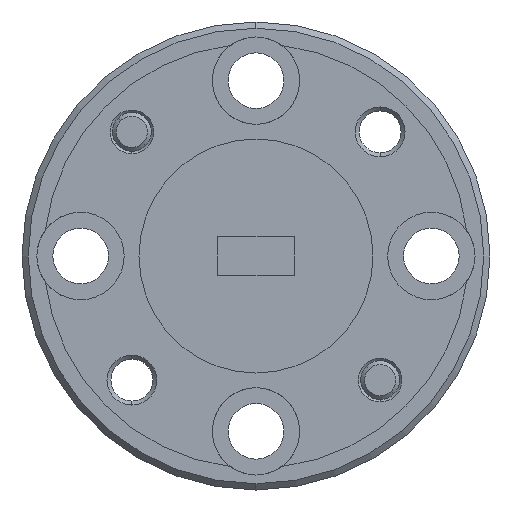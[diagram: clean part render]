
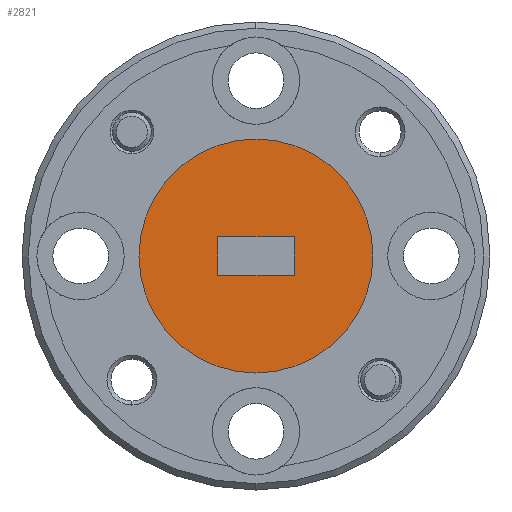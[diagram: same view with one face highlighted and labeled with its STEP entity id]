
A CAD part, left-side view. The second image highlights one B-rep face of the part: STEP entity #2821.
In plain terms, the highlighted planar face has unit normal (-1, 0, 0).
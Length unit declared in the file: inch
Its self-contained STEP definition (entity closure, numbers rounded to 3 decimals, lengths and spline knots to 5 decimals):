
#24 = CARTESIAN_POINT ( 'NONE',  ( -1.12097, 0.48815, 0.34184 ) ) ;
#39 = LINE ( 'NONE', #62, #1603 ) ;
#62 = CARTESIAN_POINT ( 'NONE',  ( -1.12097, 0.42715, 0.18484 ) ) ;
#72 = DIRECTION ( 'NONE',  ( 0., 0., -1. ) ) ;
#256 = CARTESIAN_POINT ( 'NONE',  ( -1.12097, 0.42715, 0.18484 ) ) ;
#445 = EDGE_CURVE ( 'NONE', #4692, #1892, #5144, .T. ) ;
#560 = DIRECTION ( 'NONE',  ( 1., 0., 0. ) ) ;
#583 = DIRECTION ( 'NONE',  ( 0., 1., 0. ) ) ;
#749 = DIRECTION ( 'NONE',  ( -1., 0., 0. ) ) ;
#762 = EDGE_CURVE ( 'NONE', #1892, #1434, #39, .T. ) ;
#838 = CARTESIAN_POINT ( 'NONE',  ( -1.12097, 0.42715, 0.12384 ) ) ;
#841 = CIRCLE ( 'NONE', #1100, 0.1875 ) ;
#886 = EDGE_CURVE ( 'NONE', #4870, #5103, #841, .T. ) ;
#1093 = CARTESIAN_POINT ( 'NONE',  ( -1.12097, 0.48815, 0.15434 ) ) ;
#1100 = AXIS2_PLACEMENT_3D ( 'NONE', #1368, #1392, #1732 ) ;
#1179 = ORIENTED_EDGE ( 'NONE', *, *, #762, .F. ) ;
#1306 = VECTOR ( 'NONE', #72, 39.37008 ) ;
#1368 = CARTESIAN_POINT ( 'NONE',  ( -1.12097, 0.48815, 0.15434 ) ) ;
#1376 = ORIENTED_EDGE ( 'NONE', *, *, #445, .F. ) ;
#1392 = DIRECTION ( 'NONE',  ( -1., 0., 0. ) ) ;
#1434 = VERTEX_POINT ( 'NONE', #3993 ) ;
#1515 = ORIENTED_EDGE ( 'NONE', *, *, #886, .T. ) ;
#1570 = CARTESIAN_POINT ( 'NONE',  ( -1.12097, 0.42715, 0.18484 ) ) ;
#1603 = VECTOR ( 'NONE', #2028, 39.37008 ) ;
#1732 = DIRECTION ( 'NONE',  ( 0., 0., 1. ) ) ;
#1734 = CARTESIAN_POINT ( 'NONE',  ( -1.12097, 0.48815, -0.03316 ) ) ;
#1789 = VERTEX_POINT ( 'NONE', #2293 ) ;
#1860 = EDGE_CURVE ( 'NONE', #5103, #4870, #2682, .T. ) ;
#1892 = VERTEX_POINT ( 'NONE', #256 ) ;
#1939 = EDGE_LOOP ( 'NONE', ( #1940, #1515 ) ) ;
#1940 = ORIENTED_EDGE ( 'NONE', *, *, #1860, .T. ) ;
#2028 = DIRECTION ( 'NONE',  ( 0., 1., 0. ) ) ;
#2084 = PLANE ( 'NONE',  #2878 ) ;
#2293 = CARTESIAN_POINT ( 'NONE',  ( -1.12097, 0.54915, 0.12384 ) ) ;
#2397 = ORIENTED_EDGE ( 'NONE', *, *, #3317, .F. ) ;
#2682 = CIRCLE ( 'NONE', #3346, 0.1875 ) ;
#2716 = DIRECTION ( 'NONE',  ( 0., -1., 0. ) ) ;
#2821 = ADVANCED_FACE ( 'NONE', ( #2945, #3308 ), #2084, .F. ) ;
#2878 = AXIS2_PLACEMENT_3D ( 'NONE', #3673, #560, #583 ) ;
#2938 = EDGE_CURVE ( 'NONE', #1789, #4692, #5028, .T. ) ;
#2945 = FACE_OUTER_BOUND ( 'NONE', #1939, .T. ) ;
#3308 = FACE_BOUND ( 'NONE', #3642, .T. ) ;
#3317 = EDGE_CURVE ( 'NONE', #1434, #1789, #3725, .T. ) ;
#3346 = AXIS2_PLACEMENT_3D ( 'NONE', #1093, #749, #4698 ) ;
#3411 = CARTESIAN_POINT ( 'NONE',  ( -1.12097, 0.42715, 0.12384 ) ) ;
#3473 = DIRECTION ( 'NONE',  ( 0., 0., 1. ) ) ;
#3642 = EDGE_LOOP ( 'NONE', ( #1376, #3888, #2397, #1179 ) ) ;
#3673 = CARTESIAN_POINT ( 'NONE',  ( -1.12097, 0.67565, 0.15434 ) ) ;
#3725 = LINE ( 'NONE', #4458, #1306 ) ;
#3781 = VECTOR ( 'NONE', #3473, 39.37008 ) ;
#3888 = ORIENTED_EDGE ( 'NONE', *, *, #2938, .F. ) ;
#3993 = CARTESIAN_POINT ( 'NONE',  ( -1.12097, 0.54915, 0.18484 ) ) ;
#4458 = CARTESIAN_POINT ( 'NONE',  ( -1.12097, 0.54915, 0.18484 ) ) ;
#4692 = VERTEX_POINT ( 'NONE', #838 ) ;
#4698 = DIRECTION ( 'NONE',  ( 0., 0., 1. ) ) ;
#4870 = VERTEX_POINT ( 'NONE', #1734 ) ;
#5028 = LINE ( 'NONE', #3411, #5044 ) ;
#5044 = VECTOR ( 'NONE', #2716, 39.37008 ) ;
#5103 = VERTEX_POINT ( 'NONE', #24 ) ;
#5144 = LINE ( 'NONE', #1570, #3781 ) ;
